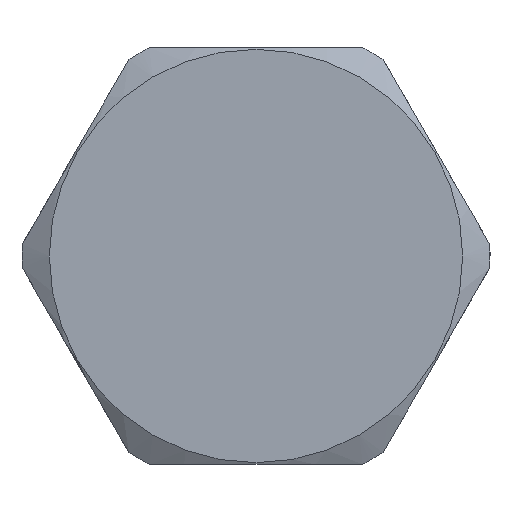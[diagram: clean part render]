
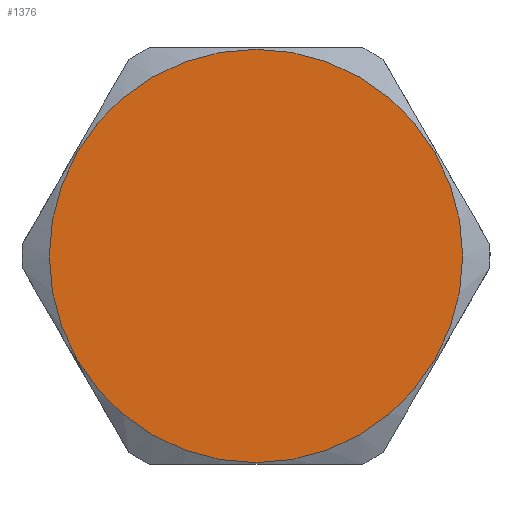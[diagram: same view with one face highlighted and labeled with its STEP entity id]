
A CAD part, left-side view. The second image highlights one B-rep face of the part: STEP entity #1376.
In plain terms, the highlighted planar face has unit normal (-1, 0, 0).
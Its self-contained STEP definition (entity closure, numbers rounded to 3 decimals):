
#345 = ORIENTED_EDGE ( 'NONE', *, *, #6183, .T. ) ;
#997 = ORIENTED_EDGE ( 'NONE', *, *, #6060, .T. ) ;
#1021 = EDGE_LOOP ( 'NONE', ( #997, #345 ) ) ;
#1376 = ADVANCED_FACE ( 'NONE', ( #3324 ), #3229, .F. ) ;
#1598 = VERTEX_POINT ( 'NONE', #9007 ) ;
#2435 = DIRECTION ( 'NONE',  ( 0., 0., -1. ) ) ;
#2877 = AXIS2_PLACEMENT_3D ( 'NONE', #7397, #8895, #2435 ) ;
#3066 = DIRECTION ( 'NONE',  ( -1., 0., 0. ) ) ;
#3129 = DIRECTION ( 'NONE',  ( -1., 0., 0. ) ) ;
#3222 = DIRECTION ( 'NONE',  ( 0., 0., 1. ) ) ;
#3229 = PLANE ( 'NONE',  #2877 ) ;
#3316 = VERTEX_POINT ( 'NONE', #3595 ) ;
#3324 = FACE_OUTER_BOUND ( 'NONE', #1021, .T. ) ;
#3595 = CARTESIAN_POINT ( 'NONE',  ( 0., 0., -9.45 ) ) ;
#3813 = CIRCLE ( 'NONE', #8176, 9.45 ) ;
#3862 = AXIS2_PLACEMENT_3D ( 'NONE', #7363, #3129, #3222 ) ;
#5141 = CARTESIAN_POINT ( 'NONE',  ( 0., 0., 0. ) ) ;
#5357 = CIRCLE ( 'NONE', #3862, 9.45 ) ;
#6060 = EDGE_CURVE ( 'NONE', #3316, #1598, #3813, .T. ) ;
#6183 = EDGE_CURVE ( 'NONE', #1598, #3316, #5357, .T. ) ;
#6589 = DIRECTION ( 'NONE',  ( 0., 0., 1. ) ) ;
#7363 = CARTESIAN_POINT ( 'NONE',  ( 0., 0., 0. ) ) ;
#7397 = CARTESIAN_POINT ( 'NONE',  ( 0., 0., 0. ) ) ;
#8176 = AXIS2_PLACEMENT_3D ( 'NONE', #5141, #3066, #6589 ) ;
#8895 = DIRECTION ( 'NONE',  ( 1., 0., 0. ) ) ;
#9007 = CARTESIAN_POINT ( 'NONE',  ( 0., 0., 9.45 ) ) ;
